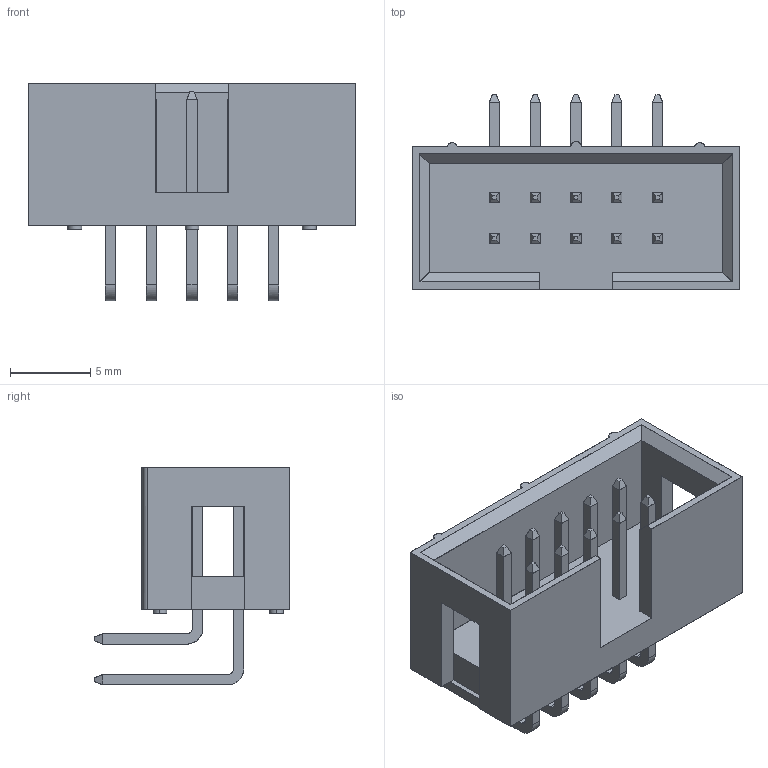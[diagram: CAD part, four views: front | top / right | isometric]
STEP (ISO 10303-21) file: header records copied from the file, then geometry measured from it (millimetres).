
FILE_DESCRIPTION(/* description */ (''),/* implementation_level */ '2;1');
FILE_NAME(/* name */ 'BOXHEA~1',/* time_stamp */ '2020-11-24T11:35:58-03:00',/* author */ (''),/* organization */ (''),/* preprocessor_version */ 'ST-DEVELOPER v14',/* originating_system */ '',/* authorisation */ '');
FILE_SCHEMA (('AUTOMOTIVE_DESIGN'));
Length unit declared in the file: millimetre
Products named in the file (1): Document
Bounding box: 20.36 x 12.11 x 13.55 mm (x, y, z)
Surface area: 1595.2 mm2 (no closed solid volume)
Topology: 0 solids, 311 shells, 311 faces, 787 edges, 787 vertices
Faces by surface type: plane 276, bspline 35
Entity records: 11215 total; most frequent: CARTESIAN_POINT 4354, ORIENTED_EDGE 787, EDGE_CURVE 787, VERTEX_POINT 787, B_SPLINE_CURVE_WITH_KNOTS 683, EDGE_LOOP 337, PRESENTATION_LAYER_ASSIGNMENT 311, SHELL_BASED_SURFACE_MODEL 311
